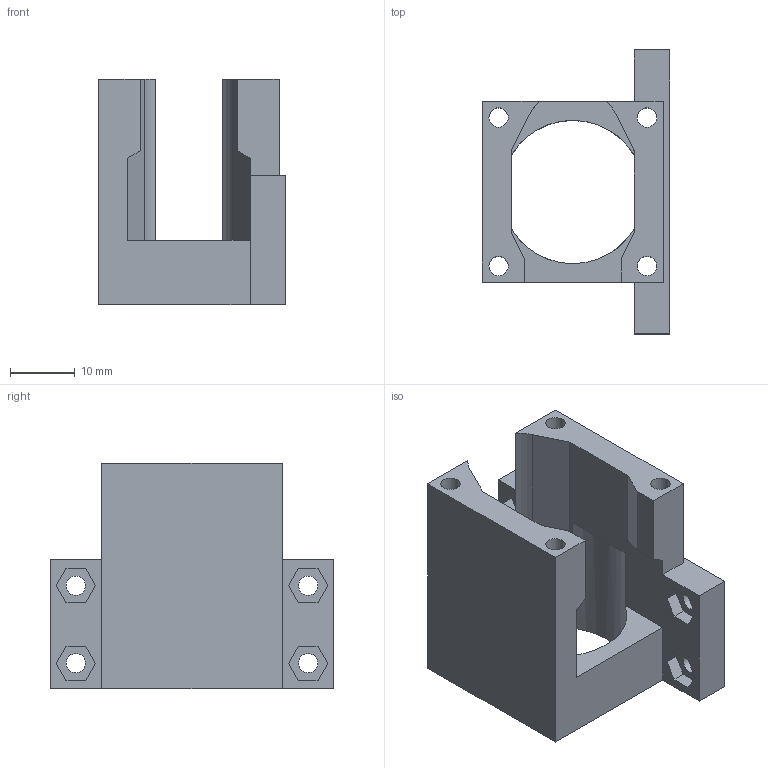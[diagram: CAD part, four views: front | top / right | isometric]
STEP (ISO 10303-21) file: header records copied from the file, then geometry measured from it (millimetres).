
FILE_DESCRIPTION(/* description */ (''),/* implementation_level */ '2;1');
FILE_NAME(/* name */ 'Upper_Unit.stp',/* time_stamp */ '2019-02-17T16:29:27+01:00',/* author */ ('janbe'),/* organization */ (''),/* preprocessor_version */ 'ST-DEVELOPER v17',/* originating_system */ 'Autodesk Inventor 2019',/* authorisation */ '');
FILE_SCHEMA (('AUTOMOTIVE_DESIGN { 1 0 10303 214 3 1 1 }'));
Length unit declared in the file: millimetre
Products named in the file (1): Upper_Unit
Bounding box: 29 x 44 x 35 mm (x, y, z)
Volume: 12060.4 mm3; surface area: 8687.2 mm2
Topology: 1 solids, 1 shells, 66 faces, 191 edges, 130 vertices
Faces by surface type: plane 55, cylinder 11
Full cylindrical faces by diameter (mm): 3 x8, 22.2 x1
Entity records: 2248 total; most frequent: CARTESIAN_POINT 388, ORIENTED_EDGE 382, DIRECTION 359, EDGE_CURVE 191, LINE 157, VECTOR 157, VERTEX_POINT 130, AXIS2_PLACEMENT_3D 101
